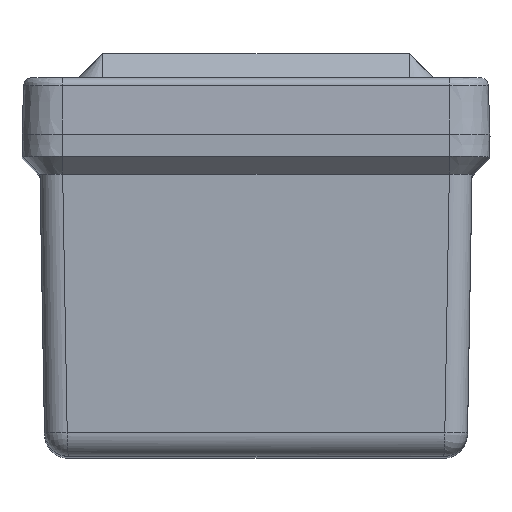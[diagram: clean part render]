
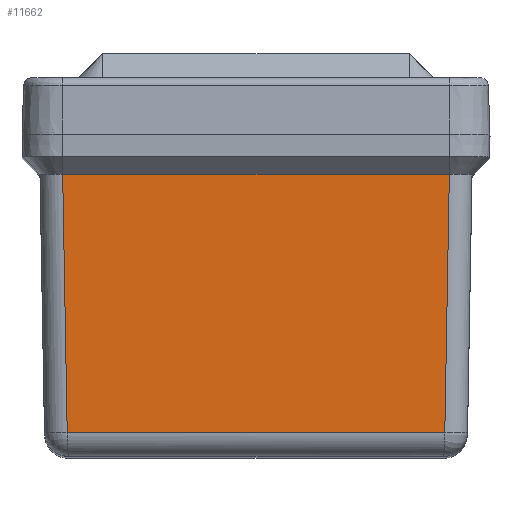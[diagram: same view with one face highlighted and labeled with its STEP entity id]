
A CAD part, top view. The second image highlights one B-rep face of the part: STEP entity #11662.
In plain terms, the highlighted planar face has unit normal (0, -0.018, 1).
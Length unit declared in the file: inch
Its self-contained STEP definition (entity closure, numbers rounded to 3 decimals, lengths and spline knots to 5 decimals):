
#126 = CARTESIAN_POINT ( 'NONE',  ( 1.49742, 2.1863, 4.53379 ) ) ;
#482 = EDGE_CURVE ( 'NONE', #2095, #1786, #5091, .T. ) ;
#673 = ORIENTED_EDGE ( 'NONE', *, *, #13706, .T. ) ;
#1395 = DIRECTION ( 'NONE',  ( 0., -1., -0.017 ) ) ;
#1786 = VERTEX_POINT ( 'NONE', #126 ) ;
#2095 = VERTEX_POINT ( 'NONE', #4161 ) ;
#3024 = PLANE ( 'NONE',  #19438 ) ;
#3943 = VECTOR ( 'NONE', #6089, 39.37008 ) ;
#4161 = CARTESIAN_POINT ( 'NONE',  ( 1.46247, 0.18423, 4.49884 ) ) ;
#4547 = FACE_OUTER_BOUND ( 'NONE', #13801, .T. ) ;
#5091 = LINE ( 'NONE', #18294, #18587 ) ;
#5442 = DIRECTION ( 'NONE',  ( 0.017, 1., 0.017 ) ) ;
#6089 = DIRECTION ( 'NONE',  ( -1., 0., 0. ) ) ;
#6711 = VERTEX_POINT ( 'NONE', #15564 ) ;
#7259 = ORIENTED_EDGE ( 'NONE', *, *, #7370, .T. ) ;
#7370 = EDGE_CURVE ( 'NONE', #1786, #11802, #15235, .T. ) ;
#7575 = CARTESIAN_POINT ( 'NONE',  ( 1.5, 2.1863, 4.53379 ) ) ;
#7819 = DIRECTION ( 'NONE',  ( 0., -0.017, 1. ) ) ;
#8324 = LINE ( 'NONE', #15236, #11827 ) ;
#8811 = ORIENTED_EDGE ( 'NONE', *, *, #15229, .F. ) ;
#9732 = VECTOR ( 'NONE', #12264, 39.37008 ) ;
#11662 = ADVANCED_FACE ( 'NONE', ( #4547 ), #3024, .T. ) ;
#11802 = VERTEX_POINT ( 'NONE', #19310 ) ;
#11827 = VECTOR ( 'NONE', #16970, 39.37008 ) ;
#12264 = DIRECTION ( 'NONE',  ( -1., 0., 0. ) ) ;
#13706 = EDGE_CURVE ( 'NONE', #11802, #6711, #8324, .T. ) ;
#13801 = EDGE_LOOP ( 'NONE', ( #7259, #673, #8811, #18788 ) ) ;
#15070 = CARTESIAN_POINT ( 'NONE',  ( 0.75, 0.18423, 4.49884 ) ) ;
#15229 = EDGE_CURVE ( 'NONE', #2095, #6711, #17710, .T. ) ;
#15235 = LINE ( 'NONE', #7575, #9732 ) ;
#15236 = CARTESIAN_POINT ( 'NONE',  ( -1.49742, 2.1863, 4.53379 ) ) ;
#15564 = CARTESIAN_POINT ( 'NONE',  ( -1.46247, 0.18423, 4.49884 ) ) ;
#16970 = DIRECTION ( 'NONE',  ( 0.017, -1., -0.017 ) ) ;
#17392 = CARTESIAN_POINT ( 'NONE',  ( 1.5, 2.1863, 4.53379 ) ) ;
#17710 = LINE ( 'NONE', #15070, #3943 ) ;
#18294 = CARTESIAN_POINT ( 'NONE',  ( 1.46247, 0.18423, 4.49884 ) ) ;
#18587 = VECTOR ( 'NONE', #5442, 39.37008 ) ;
#18788 = ORIENTED_EDGE ( 'NONE', *, *, #482, .T. ) ;
#19310 = CARTESIAN_POINT ( 'NONE',  ( -1.49742, 2.1863, 4.53379 ) ) ;
#19438 = AXIS2_PLACEMENT_3D ( 'NONE', #17392, #7819, #1395 ) ;
